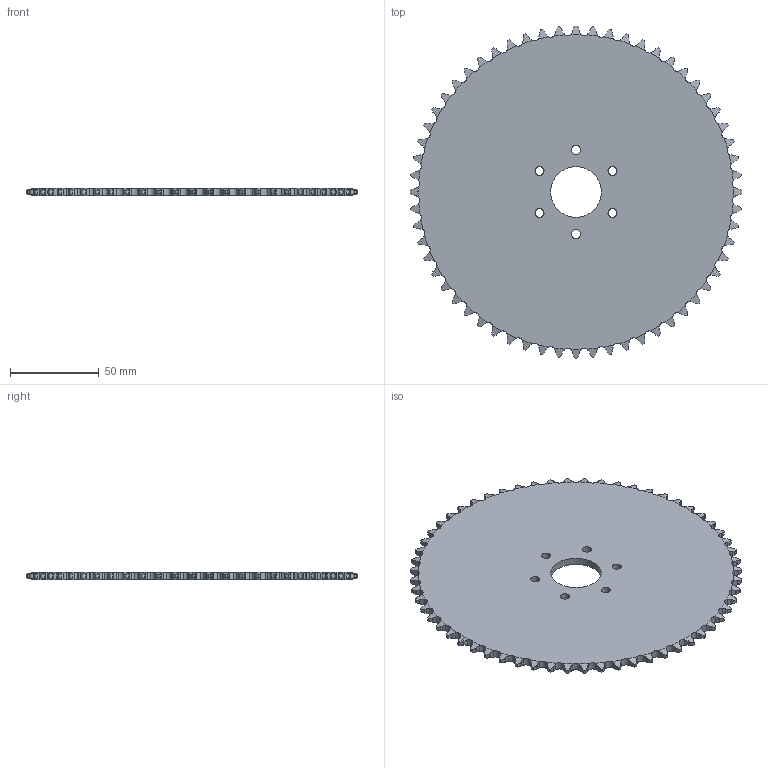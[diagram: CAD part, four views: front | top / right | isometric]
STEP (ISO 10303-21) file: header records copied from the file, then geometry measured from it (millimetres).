
FILE_DESCRIPTION (( 'STEP AP214' ), '1' );
FILE_NAME ('am-0226_Plate Sprocket.STEP', '2018-07-17T18:23:14', ( '' ), ( '' ), 'SwSTEP 2.0', 'SolidWorks 2018', '' );
FILE_SCHEMA (( 'AUTOMOTIVE_DESIGN' ));
Length unit declared in the file: inch
Products named in the file (1): am-0226_Plate Sprocket
Bounding box: 187.52 x 187.52 x 4.27 mm (x, y, z)
Volume: 105920.9 mm3; surface area: 54006.2 mm2
Topology: 1 solids, 1 shells, 653 faces, 1952 edges, 1301 vertices
Faces by surface type: cylinder 409, cone 122, plane 122
Entity records: 23451 total; most frequent: CARTESIAN_POINT 7383, ORIENTED_EDGE 3904, DIRECTION 2673, EDGE_CURVE 1952, VERTEX_POINT 1301, AXIS2_PLACEMENT_3D 1071, B_SPLINE_CURVE_WITH_KNOTS 1004, EDGE_LOOP 667
